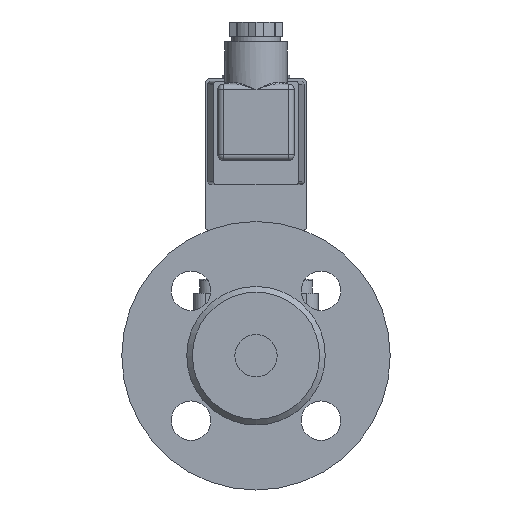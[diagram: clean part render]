
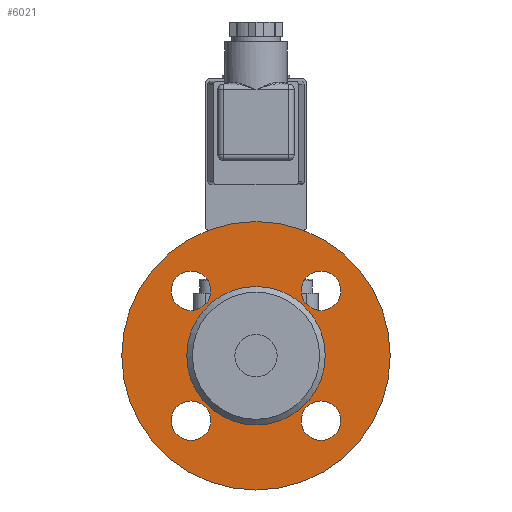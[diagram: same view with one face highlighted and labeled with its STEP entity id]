
A CAD part, front view. The second image highlights one B-rep face of the part: STEP entity #6021.
In plain terms, the highlighted planar face has unit normal (0, -1, 0).
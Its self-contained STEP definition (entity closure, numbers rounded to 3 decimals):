
#1256=PLANE('',#6591);
#1338=FACE_BOUND('',#2131,.T.);
#1339=FACE_BOUND('',#2132,.T.);
#1340=FACE_BOUND('',#2133,.T.);
#1341=FACE_BOUND('',#2134,.T.);
#1342=FACE_BOUND('',#2135,.T.);
#1699=FACE_OUTER_BOUND('',#2130,.T.);
#2130=EDGE_LOOP('',(#5513));
#2131=EDGE_LOOP('',(#5514));
#2132=EDGE_LOOP('',(#5515));
#2133=EDGE_LOOP('',(#5516));
#2134=EDGE_LOOP('',(#5517));
#2135=EDGE_LOOP('',(#5518));
#2171=CIRCLE('',#6052,7.);
#2173=CIRCLE('',#6055,7.);
#2175=CIRCLE('',#6058,7.);
#2177=CIRCLE('',#6061,7.);
#2392=CIRCLE('',#6586,47.5);
#2393=CIRCLE('',#6588,24.5);
#2407=VERTEX_POINT('',#8141);
#2409=VERTEX_POINT('',#8146);
#2411=VERTEX_POINT('',#8151);
#2413=VERTEX_POINT('',#8156);
#2960=VERTEX_POINT('',#19951);
#2961=VERTEX_POINT('',#19954);
#2987=EDGE_CURVE('',#2407,#2407,#2171,.T.);
#2989=EDGE_CURVE('',#2409,#2409,#2173,.T.);
#2991=EDGE_CURVE('',#2411,#2411,#2175,.T.);
#2993=EDGE_CURVE('',#2413,#2413,#2177,.T.);
#3820=EDGE_CURVE('',#2960,#2960,#2392,.T.);
#3821=EDGE_CURVE('',#2961,#2961,#2393,.T.);
#5513=ORIENTED_EDGE('',*,*,#3820,.F.);
#5514=ORIENTED_EDGE('',*,*,#2987,.T.);
#5515=ORIENTED_EDGE('',*,*,#2989,.T.);
#5516=ORIENTED_EDGE('',*,*,#2991,.T.);
#5517=ORIENTED_EDGE('',*,*,#2993,.T.);
#5518=ORIENTED_EDGE('',*,*,#3821,.T.);
#6021=ADVANCED_FACE('',(#1699,#1338,#1339,#1340,#1341,#1342),#1256,.T.);
#6052=AXIS2_PLACEMENT_3D('',#8142,#6639,#6640);
#6055=AXIS2_PLACEMENT_3D('',#8147,#6645,#6646);
#6058=AXIS2_PLACEMENT_3D('',#8152,#6651,#6652);
#6061=AXIS2_PLACEMENT_3D('',#8157,#6657,#6658);
#6586=AXIS2_PLACEMENT_3D('',#19952,#8063,#8064);
#6588=AXIS2_PLACEMENT_3D('',#19955,#8067,#8068);
#6591=AXIS2_PLACEMENT_3D('',#19959,#8073,#8074);
#6639=DIRECTION('center_axis',(0.,1.,0.));
#6640=DIRECTION('ref_axis',(-1.,0.,0.));
#6645=DIRECTION('center_axis',(0.,1.,0.));
#6646=DIRECTION('ref_axis',(-1.,0.,0.));
#6651=DIRECTION('center_axis',(0.,1.,0.));
#6652=DIRECTION('ref_axis',(-1.,0.,0.));
#6657=DIRECTION('center_axis',(0.,1.,0.));
#6658=DIRECTION('ref_axis',(-1.,0.,0.));
#8063=DIRECTION('center_axis',(0.,1.,0.));
#8064=DIRECTION('ref_axis',(0.,0.,
-1.));
#8067=DIRECTION('center_axis',(0.,1.,0.));
#8068=DIRECTION('ref_axis',(0.,0.,
-1.));
#8073=DIRECTION('center_axis',(0.,-1.,0.));
#8074=DIRECTION('ref_axis',(1.,0.,0.));
#8141=CARTESIAN_POINT('',(29.981,-60.5,-22.981));
#8142=CARTESIAN_POINT('Origin',(22.981,-60.5,-22.981));
#8146=CARTESIAN_POINT('',(-15.981,-60.5,22.981));
#8147=CARTESIAN_POINT('Origin',(-22.981,-60.5,22.981));
#8151=CARTESIAN_POINT('',(-15.981,-60.5,-22.981));
#8152=CARTESIAN_POINT('Origin',(-22.981,-60.5,-22.981));
#8156=CARTESIAN_POINT('',(29.981,-60.5,22.981));
#8157=CARTESIAN_POINT('Origin',(22.981,-60.5,22.981));
#19951=CARTESIAN_POINT('',(0.,-60.5,-47.5));
#19952=CARTESIAN_POINT('Origin',(0.,-60.5,
0.));
#19954=CARTESIAN_POINT('',(0.,-60.5,-24.5));
#19955=CARTESIAN_POINT('Origin',(0.,-60.5,
0.));
#19959=CARTESIAN_POINT('Origin',(0.,-60.5,
-36.));
